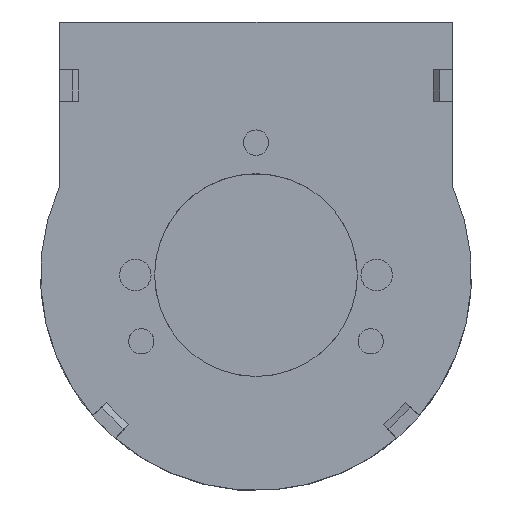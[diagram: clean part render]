
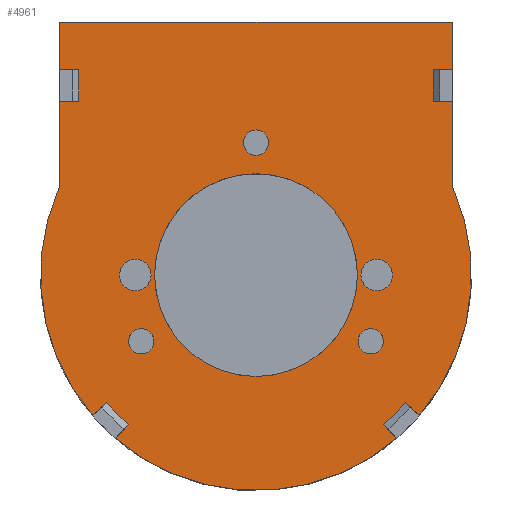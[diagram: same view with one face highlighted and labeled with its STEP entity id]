
A CAD part, top view. The second image highlights one B-rep face of the part: STEP entity #4961.
In plain terms, the highlighted planar face has unit normal (0, 0, 1).
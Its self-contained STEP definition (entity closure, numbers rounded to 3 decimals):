
#29=FACE_BOUND('',#420,.T.);
#30=FACE_BOUND('',#421,.T.);
#31=FACE_BOUND('',#422,.T.);
#32=FACE_BOUND('',#423,.T.);
#33=FACE_BOUND('',#424,.T.);
#34=FACE_BOUND('',#425,.T.);
#83=CIRCLE('',#5233,17.);
#84=CIRCLE('',#5235,17.);
#85=CIRCLE('',#5236,15.5);
#86=CIRCLE('',#5237,17.);
#87=CIRCLE('',#5238,15.5);
#88=CIRCLE('',#5239,1.);
#89=CIRCLE('',#5240,1.);
#90=CIRCLE('',#5241,1.);
#91=CIRCLE('',#5242,1.25);
#92=CIRCLE('',#5243,1.25);
#93=CIRCLE('',#5244,8.);
#94=CIRCLE('',#5245,8.);
#172=FACE_OUTER_BOUND('',#419,.T.);
#419=EDGE_LOOP('',(#3131,#3132,#3133,#3134,#3135,#3136,#3137,#3138,#3139,
#3140,#3141,#3142,#3143,#3144,#3145,#3146,#3147,#3148,#3149,#3150));
#420=EDGE_LOOP('',(#3151));
#421=EDGE_LOOP('',(#3152));
#422=EDGE_LOOP('',(#3153));
#423=EDGE_LOOP('',(#3154));
#424=EDGE_LOOP('',(#3155));
#425=EDGE_LOOP('',(#3156,#3157));
#687=LINE('',#6830,#1300);
#693=LINE('',#6843,#1306);
#700=LINE('',#6858,#1313);
#706=LINE('',#6871,#1319);
#709=LINE('',#6875,#1322);
#713=LINE('',#6885,#1326);
#719=LINE('',#6898,#1332);
#723=LINE('',#6904,#1336);
#729=LINE('',#6925,#1342);
#730=LINE('',#6928,#1343);
#731=LINE('',#6929,#1344);
#732=LINE('',#6931,#1345);
#733=LINE('',#6933,#1346);
#734=LINE('',#6934,#1347);
#735=LINE('',#6936,#1348);
#1300=VECTOR('',#5556,1.504);
#1306=VECTOR('',#5564,1.504);
#1313=VECTOR('',#5573,1.5);
#1319=VECTOR('',#5581,1.5);
#1322=VECTOR('',#5586,2.5);
#1326=VECTOR('',#5592,1.5);
#1332=VECTOR('',#5600,1.5);
#1336=VECTOR('',#5606,2.5);
#1342=VECTOR('',#5626,1.504);
#1343=VECTOR('',#5629,1.504);
#1344=VECTOR('',#5630,6.732);
#1345=VECTOR('',#5631,3.75);
#1346=VECTOR('',#5632,31.);
#1347=VECTOR('',#5633,3.75);
#1348=VECTOR('',#5634,6.732);
#1913=VERTEX_POINT('',#6827);
#1914=VERTEX_POINT('',#6829);
#1919=VERTEX_POINT('',#6840);
#1920=VERTEX_POINT('',#6842);
#1926=VERTEX_POINT('',#6855);
#1927=VERTEX_POINT('',#6857);
#1932=VERTEX_POINT('',#6868);
#1933=VERTEX_POINT('',#6870);
#1937=VERTEX_POINT('',#6882);
#1938=VERTEX_POINT('',#6884);
#1943=VERTEX_POINT('',#6895);
#1944=VERTEX_POINT('',#6897);
#1950=VERTEX_POINT('',#6916);
#1951=VERTEX_POINT('',#6918);
#1952=VERTEX_POINT('',#6922);
#1953=VERTEX_POINT('',#6924);
#1954=VERTEX_POINT('',#6926);
#1955=VERTEX_POINT('',#6930);
#1956=VERTEX_POINT('',#6932);
#1957=VERTEX_POINT('',#6935);
#1958=VERTEX_POINT('',#6939);
#1959=VERTEX_POINT('',#6941);
#1960=VERTEX_POINT('',#6943);
#1961=VERTEX_POINT('',#6945);
#1962=VERTEX_POINT('',#6947);
#1963=VERTEX_POINT('',#6949);
#1964=VERTEX_POINT('',#6950);
#2378=EDGE_CURVE('',#1914,#1913,#687,.T.);
#2384=EDGE_CURVE('',#1919,#1920,#693,.T.);
#2391=EDGE_CURVE('',#1927,#1926,#700,.T.);
#2397=EDGE_CURVE('',#1933,#1932,#706,.T.);
#2400=EDGE_CURVE('',#1926,#1933,#709,.T.);
#2404=EDGE_CURVE('',#1937,#1938,#713,.T.);
#2410=EDGE_CURVE('',#1943,#1944,#719,.T.);
#2414=EDGE_CURVE('',#1944,#1937,#723,.T.);
#2422=EDGE_CURVE('',#1950,#1951,#83,.T.);
#2423=EDGE_CURVE('',#1913,#1952,#84,.T.);
#2424=EDGE_CURVE('',#1953,#1952,#729,.T.);
#2425=EDGE_CURVE('',#1953,#1954,#85,.T.);
#2426=EDGE_CURVE('',#1954,#1950,#730,.T.);
#2427=EDGE_CURVE('',#1951,#1927,#731,.T.);
#2428=EDGE_CURVE('',#1932,#1955,#732,.T.);
#2429=EDGE_CURVE('',#1955,#1956,#733,.T.);
#2430=EDGE_CURVE('',#1956,#1938,#734,.T.);
#2431=EDGE_CURVE('',#1943,#1957,#735,.T.);
#2432=EDGE_CURVE('',#1957,#1920,#86,.T.);
#2433=EDGE_CURVE('',#1914,#1919,#87,.T.);
#2434=EDGE_CURVE('',#1958,#1958,#88,.T.);
#2435=EDGE_CURVE('',#1959,#1959,#89,.T.);
#2436=EDGE_CURVE('',#1960,#1960,#90,.T.);
#2437=EDGE_CURVE('',#1961,#1961,#91,.T.);
#2438=EDGE_CURVE('',#1962,#1962,#92,.T.);
#2439=EDGE_CURVE('',#1963,#1964,#93,.T.);
#2440=EDGE_CURVE('',#1964,#1963,#94,.T.);
#3131=ORIENTED_EDGE('',*,*,#2378,.T.);
#3132=ORIENTED_EDGE('',*,*,#2423,.T.);
#3133=ORIENTED_EDGE('',*,*,#2424,.F.);
#3134=ORIENTED_EDGE('',*,*,#2425,.T.);
#3135=ORIENTED_EDGE('',*,*,#2426,.T.);
#3136=ORIENTED_EDGE('',*,*,#2422,.T.);
#3137=ORIENTED_EDGE('',*,*,#2427,.T.);
#3138=ORIENTED_EDGE('',*,*,#2391,.T.);
#3139=ORIENTED_EDGE('',*,*,#2400,.T.);
#3140=ORIENTED_EDGE('',*,*,#2397,.T.);
#3141=ORIENTED_EDGE('',*,*,#2428,.T.);
#3142=ORIENTED_EDGE('',*,*,#2429,.T.);
#3143=ORIENTED_EDGE('',*,*,#2430,.T.);
#3144=ORIENTED_EDGE('',*,*,#2404,.F.);
#3145=ORIENTED_EDGE('',*,*,#2414,.F.);
#3146=ORIENTED_EDGE('',*,*,#2410,.F.);
#3147=ORIENTED_EDGE('',*,*,#2431,.T.);
#3148=ORIENTED_EDGE('',*,*,#2432,.T.);
#3149=ORIENTED_EDGE('',*,*,#2384,.F.);
#3150=ORIENTED_EDGE('',*,*,#2433,.F.);
#3151=ORIENTED_EDGE('',*,*,#2434,.F.);
#3152=ORIENTED_EDGE('',*,*,#2435,.F.);
#3153=ORIENTED_EDGE('',*,*,#2436,.F.);
#3154=ORIENTED_EDGE('',*,*,#2437,.F.);
#3155=ORIENTED_EDGE('',*,*,#2438,.F.);
#3156=ORIENTED_EDGE('',*,*,#2439,.T.);
#3157=ORIENTED_EDGE('',*,*,#2440,.T.);
#4490=PLANE('',#5234);
#4961=ADVANCED_FACE('',(#172,#29,#30,#31,#32,#33,#34),#4490,.F.);
#5233=AXIS2_PLACEMENT_3D('',#6920,#5620,#5621);
#5234=AXIS2_PLACEMENT_3D('',#6921,#5622,#5623);
#5235=AXIS2_PLACEMENT_3D('',#6923,#5624,#5625);
#5236=AXIS2_PLACEMENT_3D('',#6927,#5627,#5628);
#5237=AXIS2_PLACEMENT_3D('',#6937,#5635,#5636);
#5238=AXIS2_PLACEMENT_3D('',#6938,#5637,#5638);
#5239=AXIS2_PLACEMENT_3D('',#6940,#5639,#5640);
#5240=AXIS2_PLACEMENT_3D('',#6942,#5641,#5642);
#5241=AXIS2_PLACEMENT_3D('',#6944,#5643,#5644);
#5242=AXIS2_PLACEMENT_3D('',#6946,#5645,#5646);
#5243=AXIS2_PLACEMENT_3D('',#6948,#5647,#5648);
#5244=AXIS2_PLACEMENT_3D('',#6951,#5649,#5650);
#5245=AXIS2_PLACEMENT_3D('',#6952,#5651,#5652);
#5556=DIRECTION('',(-0.707,-0.707,0.));
#5564=DIRECTION('',(-0.707,-0.707,0.));
#5573=DIRECTION('',(-1.,0.,0.));
#5581=DIRECTION('',(1.,0.,0.));
#5586=DIRECTION('',(0.,1.,0.));
#5592=DIRECTION('',(-1.,0.,0.));
#5600=DIRECTION('',(1.,0.,0.));
#5606=DIRECTION('',(0.,1.,0.));
#5620=DIRECTION('center_axis',(0.,0.,1.));
#5621=DIRECTION('ref_axis',(1.,0.,0.));
#5622=DIRECTION('center_axis',(0.,0.,-1.));
#5623=DIRECTION('ref_axis',(-1.,0.,0.));
#5624=DIRECTION('center_axis',(0.,0.,1.));
#5625=DIRECTION('ref_axis',(1.,0.,0.));
#5626=DIRECTION('',(0.707,-0.707,0.));
#5627=DIRECTION('center_axis',(0.,0.,1.));
#5628=DIRECTION('ref_axis',(-0.707,-0.707,0.));
#5629=DIRECTION('',(0.707,-0.707,0.));
#5630=DIRECTION('',(0.,1.,0.));
#5631=DIRECTION('',(0.,1.,0.));
#5632=DIRECTION('',(-1.,0.,0.));
#5633=DIRECTION('',(0.,-1.,0.));
#5634=DIRECTION('',(0.,-1.,0.));
#5635=DIRECTION('center_axis',(0.,0.,1.));
#5636=DIRECTION('ref_axis',(1.,0.,0.));
#5637=DIRECTION('center_axis',(0.,0.,-1.));
#5638=DIRECTION('ref_axis',(0.707,-0.707,0.));
#5639=DIRECTION('center_axis',(0.,0.,1.));
#5640=DIRECTION('ref_axis',(1.,0.,0.));
#5641=DIRECTION('center_axis',(0.,0.,1.));
#5642=DIRECTION('ref_axis',(1.,0.,0.));
#5643=DIRECTION('center_axis',(0.,0.,1.));
#5644=DIRECTION('ref_axis',(1.,0.,0.));
#5645=DIRECTION('center_axis',(0.,0.,1.));
#5646=DIRECTION('ref_axis',(1.,0.,0.));
#5647=DIRECTION('center_axis',(0.,0.,1.));
#5648=DIRECTION('ref_axis',(1.,0.,0.));
#5649=DIRECTION('center_axis',(0.,0.,-1.));
#5650=DIRECTION('ref_axis',(-1.,0.,0.));
#5651=DIRECTION('center_axis',(0.,0.,-1.));
#5652=DIRECTION('ref_axis',(-1.,0.,0.));
#6827=CARTESIAN_POINT('',(-20.02,-12.383,2.));
#6829=CARTESIAN_POINT('',(-18.956,-11.319,2.));
#6830=CARTESIAN_POINT('',(-18.956,-11.319,2.));
#6840=CARTESIAN_POINT('',(-20.724,-9.551,2.));
#6842=CARTESIAN_POINT('',(-21.788,-10.615,2.));
#6843=CARTESIAN_POINT('',(-20.724,-9.551,2.));
#6855=CARTESIAN_POINT('',(5.084,14.203,2.));
#6857=CARTESIAN_POINT('',(6.584,14.203,2.));
#6858=CARTESIAN_POINT('',(6.584,14.203,2.));
#6868=CARTESIAN_POINT('',(6.584,16.703,2.));
#6870=CARTESIAN_POINT('',(5.084,16.703,2.));
#6871=CARTESIAN_POINT('',(5.084,16.703,2.));
#6875=CARTESIAN_POINT('',(5.084,14.203,2.));
#6882=CARTESIAN_POINT('',(-22.916,16.703,2.));
#6884=CARTESIAN_POINT('',(-24.416,16.703,2.));
#6885=CARTESIAN_POINT('',(-22.916,16.703,2.));
#6895=CARTESIAN_POINT('',(-24.416,14.203,2.));
#6897=CARTESIAN_POINT('',(-22.916,14.203,2.));
#6898=CARTESIAN_POINT('',(-24.416,14.203,2.));
#6904=CARTESIAN_POINT('',(-22.916,14.203,2.));
#6916=CARTESIAN_POINT('',(3.957,-10.615,2.));
#6918=CARTESIAN_POINT('',(6.584,7.472,2.));
#6920=CARTESIAN_POINT('Origin',(-8.916,0.49,2.));
#6921=CARTESIAN_POINT('Origin',(-8.916,0.49,2.));
#6922=CARTESIAN_POINT('',(2.189,-12.383,2.));
#6923=CARTESIAN_POINT('Origin',(-8.916,0.49,2.));
#6924=CARTESIAN_POINT('',(1.125,-11.319,2.));
#6925=CARTESIAN_POINT('',(1.125,-11.319,2.));
#6926=CARTESIAN_POINT('',(2.893,-9.551,2.));
#6927=CARTESIAN_POINT('Origin',(-8.916,0.49,2.));
#6928=CARTESIAN_POINT('',(2.893,-9.551,2.));
#6929=CARTESIAN_POINT('',(6.584,7.472,2.));
#6930=CARTESIAN_POINT('',(6.584,20.453,2.));
#6931=CARTESIAN_POINT('',(6.584,16.703,2.));
#6932=CARTESIAN_POINT('',(-24.416,20.453,2.));
#6933=CARTESIAN_POINT('',(6.584,20.453,2.));
#6934=CARTESIAN_POINT('',(-24.416,20.453,2.));
#6935=CARTESIAN_POINT('',(-24.416,7.472,2.));
#6936=CARTESIAN_POINT('',(-24.416,14.203,2.));
#6937=CARTESIAN_POINT('Origin',(-8.916,0.49,2.));
#6938=CARTESIAN_POINT('Origin',(-8.916,0.49,2.));
#6939=CARTESIAN_POINT('',(1.134,-4.735,2.));
#6940=CARTESIAN_POINT('Origin',(0.134,-4.735,2.));
#6941=CARTESIAN_POINT('',(-16.966,-4.735,2.));
#6942=CARTESIAN_POINT('Origin',(-17.966,-4.735,2.));
#6943=CARTESIAN_POINT('',(-7.916,10.94,2.));
#6944=CARTESIAN_POINT('Origin',(-8.916,10.94,2.));
#6945=CARTESIAN_POINT('',(1.859,0.49,2.));
#6946=CARTESIAN_POINT('Origin',(0.609,0.49,2.));
#6947=CARTESIAN_POINT('',(-17.191,0.49,2.));
#6948=CARTESIAN_POINT('Origin',(-18.441,0.49,2.));
#6949=CARTESIAN_POINT('',(-16.916,0.49,2.));
#6950=CARTESIAN_POINT('',(-0.916,0.49,2.));
#6951=CARTESIAN_POINT('Origin',(-8.916,0.49,2.));
#6952=CARTESIAN_POINT('Origin',(-8.916,0.49,2.));
